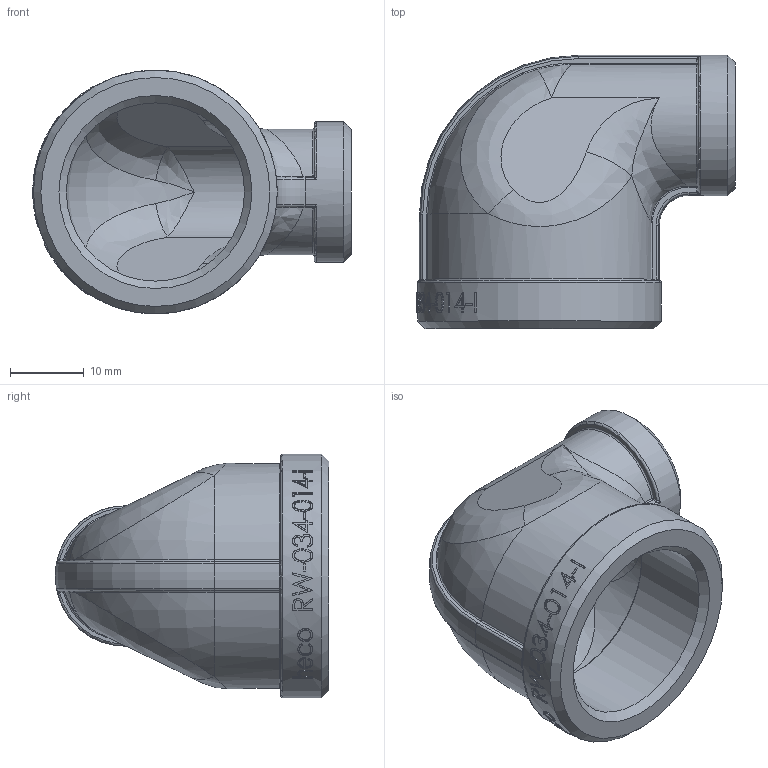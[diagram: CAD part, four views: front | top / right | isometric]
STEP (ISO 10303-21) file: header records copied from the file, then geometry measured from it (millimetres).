
FILE_DESCRIPTION (( 'STEP AP214' ), '1' );
FILE_NAME ('heco_RW-034-014-I.STEP', '2016-06-29T11:25:28', ( '' ), ( '' ), 'SwSTEP 2.0', 'SolidWorks 2011', '' );
FILE_SCHEMA (( 'AUTOMOTIVE_DESIGN' ));
Length unit declared in the file: millimetre
Products named in the file (1): heco_RW-034-014-I
Bounding box: 43.1 x 37 x 33 mm (x, y, z)
Volume: 9042.8 mm3; surface area: 7782 mm2
Topology: 1 solids, 1 shells, 311 faces, 776 edges, 478 vertices
Faces by surface type: bspline 130, plane 85, cylinder 60, torus 22, sphere 8, cone 6
Full cylindrical faces by diameter (mm): 11.445 x1, 19 x1, 24.117 x1, 27.1 x1, 33 x1
Entity records: 23190 total; most frequent: CARTESIAN_POINT 15028, ORIENTED_EDGE 1490, DIRECTION 905, EDGE_CURVE 745, VERTEX_POINT 473, B_SPLINE_CURVE_WITH_KNOTS 391, AXIS2_PLACEMENT_3D 373, EDGE_LOOP 350
